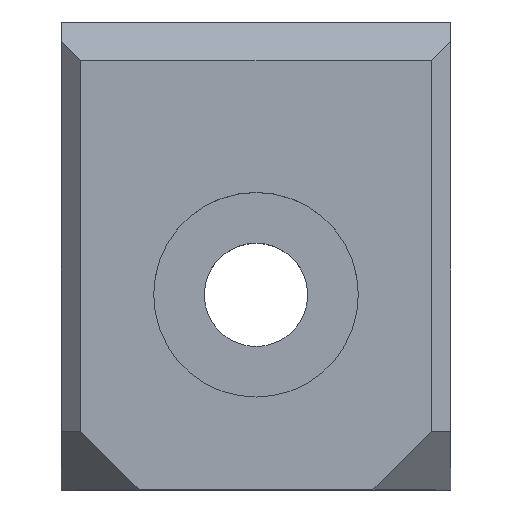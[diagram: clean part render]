
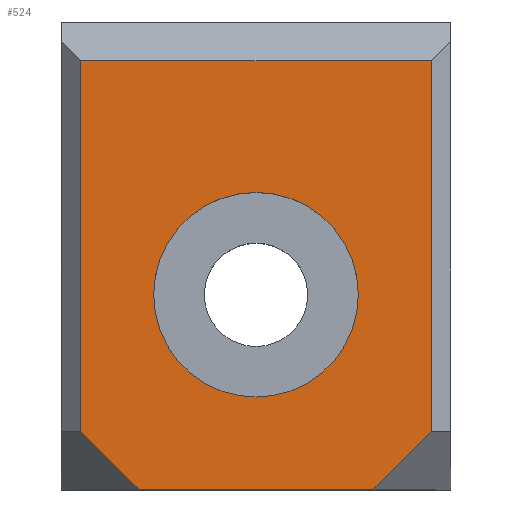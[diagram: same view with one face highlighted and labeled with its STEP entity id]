
A CAD part, top view. The second image highlights one B-rep face of the part: STEP entity #524.
In plain terms, the highlighted planar face has unit normal (0, 0, 1).
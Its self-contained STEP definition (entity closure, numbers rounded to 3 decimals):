
#15=FACE_BOUND('',#87,.T.);
#20=CIRCLE('',#572,5.25);
#54=FACE_OUTER_BOUND('',#86,.T.);
#86=EDGE_LOOP('',(#454,#455,#456,#457,#458,#459));
#87=EDGE_LOOP('',(#460));
#137=LINE('',#816,#201);
#145=LINE('',#838,#209);
#147=LINE('',#841,#211);
#149=LINE('',#848,#213);
#151=LINE('',#852,#215);
#153=LINE('',#855,#217);
#201=VECTOR('',#665,10.);
#209=VECTOR('',#689,10.);
#211=VECTOR('',#693,10.);
#213=VECTOR('',#701,10.);
#215=VECTOR('',#705,10.);
#217=VECTOR('',#709,10.);
#251=VERTEX_POINT('',#813);
#252=VERTEX_POINT('',#815);
#257=VERTEX_POINT('',#835);
#258=VERTEX_POINT('',#837);
#259=VERTEX_POINT('',#843);
#260=VERTEX_POINT('',#847);
#261=VERTEX_POINT('',#851);
#309=EDGE_CURVE('',#252,#251,#137,.T.);
#320=EDGE_CURVE('',#258,#257,#145,.T.);
#322=EDGE_CURVE('',#257,#252,#147,.T.);
#323=EDGE_CURVE('',#259,#259,#20,.T.);
#325=EDGE_CURVE('',#260,#258,#149,.T.);
#327=EDGE_CURVE('',#261,#260,#151,.T.);
#329=EDGE_CURVE('',#251,#261,#153,.T.);
#454=ORIENTED_EDGE('',*,*,#320,.T.);
#455=ORIENTED_EDGE('',*,*,#322,.T.);
#456=ORIENTED_EDGE('',*,*,#309,.T.);
#457=ORIENTED_EDGE('',*,*,#329,.T.);
#458=ORIENTED_EDGE('',*,*,#327,.T.);
#459=ORIENTED_EDGE('',*,*,#325,.T.);
#460=ORIENTED_EDGE('',*,*,#323,.T.);
#493=PLANE('',#576);
#524=ADVANCED_FACE('',(#54,#15),#493,.T.);
#572=AXIS2_PLACEMENT_3D('',#844,#696,#697);
#576=AXIS2_PLACEMENT_3D('',#856,#710,#711);
#665=DIRECTION('',(1.,0.,0.));
#689=DIRECTION('',(0.,-1.,0.));
#693=DIRECTION('',(0.707,-0.707,0.));
#696=DIRECTION('center_axis',(0.,0.,-1.));
#697=DIRECTION('ref_axis',(1.,0.,0.));
#701=DIRECTION('',(-1.,0.,0.));
#705=DIRECTION('',(0.,1.,0.));
#709=DIRECTION('',(0.707,0.707,0.));
#710=DIRECTION('center_axis',(0.,0.,1.));
#711=DIRECTION('ref_axis',(1.,0.,0.));
#813=CARTESIAN_POINT('',(16.,0.,9.));
#815=CARTESIAN_POINT('',(4.,0.,9.));
#816=CARTESIAN_POINT('',(20.,0.,9.));
#835=CARTESIAN_POINT('',(1.,3.,9.));
#837=CARTESIAN_POINT('',(1.,22.,9.));
#838=CARTESIAN_POINT('',(1.,22.,9.));
#841=CARTESIAN_POINT('',(1.,3.,9.));
#843=CARTESIAN_POINT('',(4.75,10.,9.));
#844=CARTESIAN_POINT('Origin',(10.,10.,9.));
#847=CARTESIAN_POINT('',(19.,22.,9.));
#848=CARTESIAN_POINT('',(1.,22.,9.));
#851=CARTESIAN_POINT('',(19.,3.,9.));
#852=CARTESIAN_POINT('',(19.,22.,9.));
#855=CARTESIAN_POINT('',(16.,0.,9.));
#856=CARTESIAN_POINT('Origin',(10.,11.,9.));
